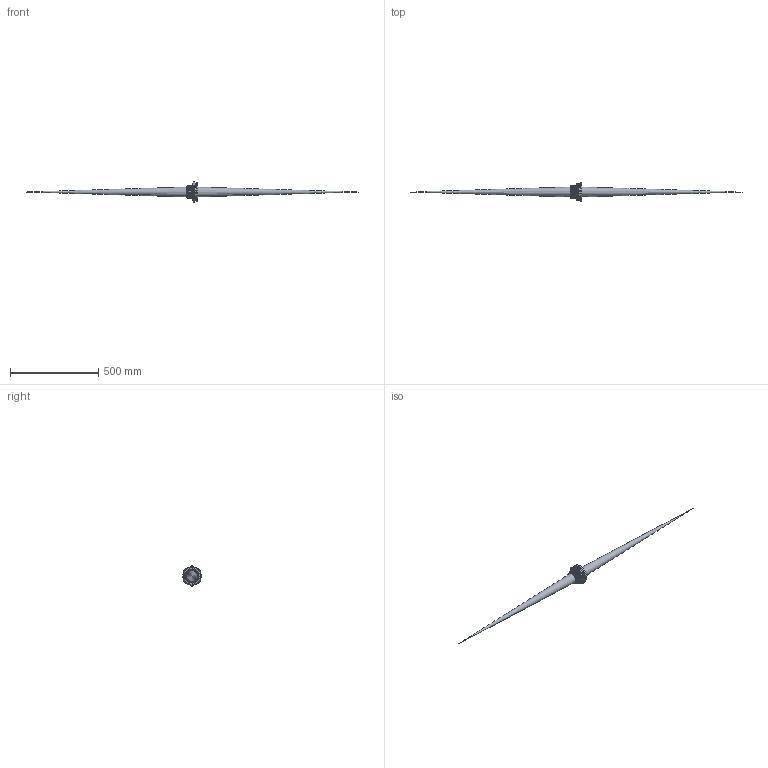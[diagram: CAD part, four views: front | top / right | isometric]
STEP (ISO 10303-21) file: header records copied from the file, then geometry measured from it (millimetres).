
FILE_DESCRIPTION(/* description */ ('2" SS TANK FLG '),/* implementation_level */ '2;1');
FILE_NAME(/* name */ 'TF200SS.stp',/* time_stamp */ '2019-07-31T12:59:18-04:00',/* author */ ('MJC'),/* organization */ (''),/* preprocessor_version */ 'ST-DEVELOPER v17.2',/* originating_system */ 'Autodesk Inventor 2019',/* authorisation */ '');
FILE_SCHEMA (('AUTOMOTIVE_DESIGN { 1 0 10303 214 3 1 1 }'));
Length unit declared in the file: inch
Products named in the file (4): TF200SS; TF201SS; TF203SS; 300G
Assembly tree (3 placements, depth 2):
  TF200SS
    TF201SS
    TF203SS
    300G
Bounding box: 1877.65 x 107.95 x 115.38 mm (x, y, z)
Volume: 199274.7 mm3; surface area: 430803.4 mm2
Topology: 3 solids, 3 shells, 262 faces, 692 edges, 448 vertices
Faces by surface type: cylinder 85, plane 72, bspline 47, cone 30, torus 28
Full cylindrical faces by diameter (mm): 54.61 x1, 73.127 x19, 73.45 x3, 75.876 x16, 76.2 x6, 93.662 x2, 94.463 x1, 107.95 x1
Entity records: 17384 total; most frequent: CARTESIAN_POINT 11246, ORIENTED_EDGE 1368, DIRECTION 1059, EDGE_CURVE 684, VERTEX_POINT 444, AXIS2_PLACEMENT_3D 390, EDGE_LOOP 284, LINE 279
